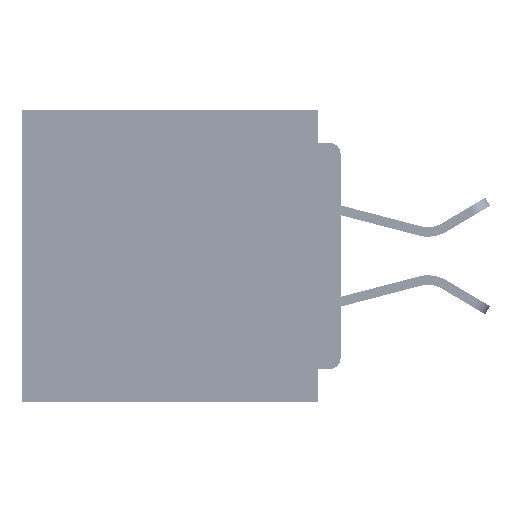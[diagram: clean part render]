
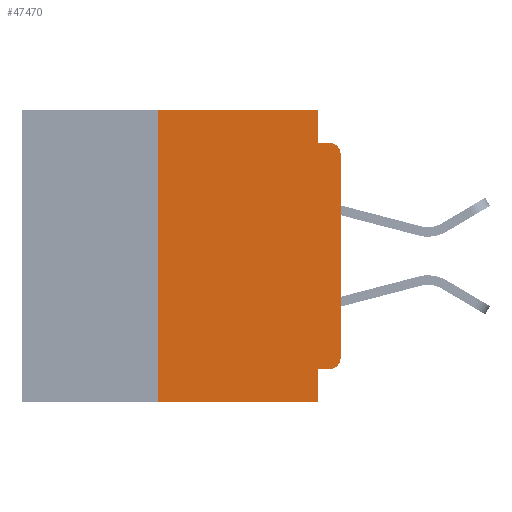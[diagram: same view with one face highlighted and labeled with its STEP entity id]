
A CAD part, left-side view. The second image highlights one B-rep face of the part: STEP entity #47470.
In plain terms, the highlighted planar face has unit normal (-1, 0, 0).
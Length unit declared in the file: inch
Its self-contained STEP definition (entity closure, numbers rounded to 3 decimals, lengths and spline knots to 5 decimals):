
#216 = VERTEX_POINT ( 'NONE', #49580 ) ;
#1098 = LINE ( 'NONE', #11672, #69681 ) ;
#1099 = CARTESIAN_POINT ( 'NONE',  ( 0., 0.015, -0.34 ) ) ;
#2296 = ORIENTED_EDGE ( 'NONE', *, *, #61727, .F. ) ;
#6757 = DIRECTION ( 'NONE',  ( 0., 0., -1. ) ) ;
#8022 = AXIS2_PLACEMENT_3D ( 'NONE', #53678, #59242, #26025 ) ;
#9671 = LINE ( 'NONE', #39403, #20985 ) ;
#11133 = CIRCLE ( 'NONE', #65990, 0.015 ) ;
#11672 = CARTESIAN_POINT ( 'NONE',  ( 0., 0., -0.355 ) ) ;
#11965 = ORIENTED_EDGE ( 'NONE', *, *, #45474, .T. ) ;
#13879 = CARTESIAN_POINT ( 'NONE',  ( 0., 0.015, -0.06 ) ) ;
#14111 = ORIENTED_EDGE ( 'NONE', *, *, #51035, .T. ) ;
#14408 = EDGE_CURVE ( 'NONE', #24844, #33928, #1098, .T. ) ;
#16855 = DIRECTION ( 'NONE',  ( 0., -1., 0. ) ) ;
#17939 = CARTESIAN_POINT ( 'NONE',  ( 0., 0.437, -0.4 ) ) ;
#18457 = CARTESIAN_POINT ( 'NONE',  ( 0., 0.25, -0.4 ) ) ;
#18723 = CARTESIAN_POINT ( 'NONE',  ( 0., 0.031, 0. ) ) ;
#19495 = DIRECTION ( 'NONE',  ( 0., 0., -1. ) ) ;
#20043 = LINE ( 'NONE', #39852, #62514 ) ;
#20045 = ORIENTED_EDGE ( 'NONE', *, *, #64419, .F. ) ;
#20985 = VECTOR ( 'NONE', #44993, 39.37008 ) ;
#21499 = ORIENTED_EDGE ( 'NONE', *, *, #49244, .F. ) ;
#23472 = DIRECTION ( 'NONE',  ( 0., 0., 1. ) ) ;
#23509 = DIRECTION ( 'NONE',  ( 0., -1., 0. ) ) ;
#24094 = CARTESIAN_POINT ( 'NONE',  ( 0., 0.015, -0.045 ) ) ;
#24844 = VERTEX_POINT ( 'NONE', #42181 ) ;
#25268 = VERTEX_POINT ( 'NONE', #40649 ) ;
#25833 = EDGE_CURVE ( 'NONE', #45785, #45368, #20043, .T. ) ;
#26025 = DIRECTION ( 'NONE',  ( 0., 0., -1. ) ) ;
#26906 = LINE ( 'NONE', #51130, #34730 ) ;
#28654 = CARTESIAN_POINT ( 'NONE',  ( 0., 0.031, -0.045 ) ) ;
#28849 = CARTESIAN_POINT ( 'NONE',  ( 0., 0.031, -0.4 ) ) ;
#29890 = ORIENTED_EDGE ( 'NONE', *, *, #47615, .F. ) ;
#29952 = ORIENTED_EDGE ( 'NONE', *, *, #25833, .F. ) ;
#30768 = VECTOR ( 'NONE', #57504, 39.37008 ) ;
#30942 = EDGE_CURVE ( 'NONE', #25268, #40175, #26906, .T. ) ;
#31022 = EDGE_LOOP ( 'NONE', ( #64112, #11965, #29952, #29890, #20045, #21499, #38410, #2296, #69489, #14111 ) ) ;
#33386 = CARTESIAN_POINT ( 'NONE',  ( 0., 0., -0.06 ) ) ;
#33928 = VERTEX_POINT ( 'NONE', #67108 ) ;
#34505 = DIRECTION ( 'NONE',  ( 0., -1., 0. ) ) ;
#34730 = VECTOR ( 'NONE', #23472, 39.37008 ) ;
#38300 = EDGE_CURVE ( 'NONE', #41102, #58180, #68743, .T. ) ;
#38410 = ORIENTED_EDGE ( 'NONE', *, *, #38300, .T. ) ;
#38958 = CARTESIAN_POINT ( 'NONE',  ( 0., 0.437, 0. ) ) ;
#39358 = VECTOR ( 'NONE', #23509, 39.37008 ) ;
#39383 = DIRECTION ( 'NONE',  ( 0., 1., 0. ) ) ;
#39403 = CARTESIAN_POINT ( 'NONE',  ( 0., 0.25, -0.4 ) ) ;
#39850 = VECTOR ( 'NONE', #56430, 39.37008 ) ;
#39852 = CARTESIAN_POINT ( 'NONE',  ( 0., 0., -0.045 ) ) ;
#40056 = DIRECTION ( 'NONE',  ( -1., 0., 0. ) ) ;
#40175 = VERTEX_POINT ( 'NONE', #33386 ) ;
#40649 = CARTESIAN_POINT ( 'NONE',  ( 0., 0., -0.34 ) ) ;
#41102 = VERTEX_POINT ( 'NONE', #18457 ) ;
#42181 = CARTESIAN_POINT ( 'NONE',  ( 0., 0.015, -0.355 ) ) ;
#44993 = DIRECTION ( 'NONE',  ( 0., 0., 1. ) ) ;
#44994 = VECTOR ( 'NONE', #16855, 39.37008 ) ;
#45368 = VERTEX_POINT ( 'NONE', #24094 ) ;
#45474 = EDGE_CURVE ( 'NONE', #40175, #45368, #11133, .T. ) ;
#45785 = VERTEX_POINT ( 'NONE', #28654 ) ;
#47470 = ADVANCED_FACE ( 'NONE', ( #68897 ), #48149, .F. ) ;
#47615 = EDGE_CURVE ( 'NONE', #216, #45785, #58519, .T. ) ;
#48149 = PLANE ( 'NONE',  #8022 ) ;
#49244 = EDGE_CURVE ( 'NONE', #41102, #66040, #9671, .T. ) ;
#49580 = CARTESIAN_POINT ( 'NONE',  ( 0., 0.031, 0. ) ) ;
#51035 = EDGE_CURVE ( 'NONE', #24844, #25268, #57110, .T. ) ;
#51130 = CARTESIAN_POINT ( 'NONE',  ( 0., 0., 0. ) ) ;
#52714 = DIRECTION ( 'NONE',  ( -1., 0., 0. ) ) ;
#53678 = CARTESIAN_POINT ( 'NONE',  ( 0., 0.437, 0. ) ) ;
#54588 = LINE ( 'NONE', #56194, #39850 ) ;
#55684 = AXIS2_PLACEMENT_3D ( 'NONE', #1099, #40056, #6757 ) ;
#56194 = CARTESIAN_POINT ( 'NONE',  ( 0., 0.031, -0.4 ) ) ;
#56430 = DIRECTION ( 'NONE',  ( 0., 0., -1. ) ) ;
#57110 = CIRCLE ( 'NONE', #55684, 0.015 ) ;
#57504 = DIRECTION ( 'NONE',  ( 0., 0., -1. ) ) ;
#57797 = CARTESIAN_POINT ( 'NONE',  ( 0., 0.25, 0. ) ) ;
#58180 = VERTEX_POINT ( 'NONE', #28849 ) ;
#58519 = LINE ( 'NONE', #18723, #30768 ) ;
#59242 = DIRECTION ( 'NONE',  ( 1., 0., 0. ) ) ;
#59683 = LINE ( 'NONE', #38958, #44994 ) ;
#61727 = EDGE_CURVE ( 'NONE', #33928, #58180, #54588, .T. ) ;
#62514 = VECTOR ( 'NONE', #34505, 39.37008 ) ;
#64112 = ORIENTED_EDGE ( 'NONE', *, *, #30942, .T. ) ;
#64419 = EDGE_CURVE ( 'NONE', #66040, #216, #59683, .T. ) ;
#65990 = AXIS2_PLACEMENT_3D ( 'NONE', #13879, #52714, #19495 ) ;
#66040 = VERTEX_POINT ( 'NONE', #57797 ) ;
#67108 = CARTESIAN_POINT ( 'NONE',  ( 0., 0.031, -0.355 ) ) ;
#68743 = LINE ( 'NONE', #17939, #39358 ) ;
#68897 = FACE_OUTER_BOUND ( 'NONE', #31022, .T. ) ;
#69489 = ORIENTED_EDGE ( 'NONE', *, *, #14408, .F. ) ;
#69681 = VECTOR ( 'NONE', #39383, 39.37008 ) ;
